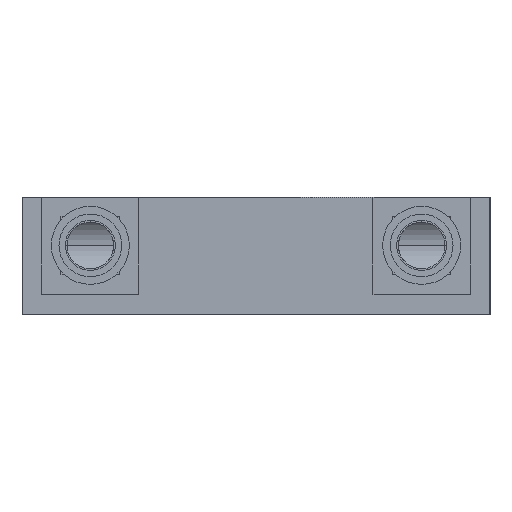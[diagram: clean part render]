
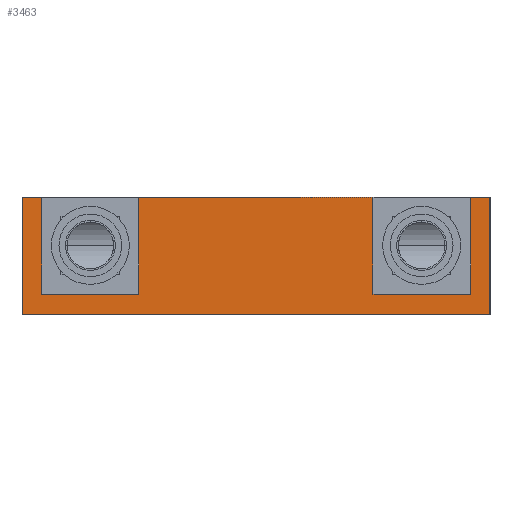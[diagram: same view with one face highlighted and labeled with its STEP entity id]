
A CAD part, left-side view. The second image highlights one B-rep face of the part: STEP entity #3463.
In plain terms, the highlighted planar face has unit normal (-1, 0, 0).
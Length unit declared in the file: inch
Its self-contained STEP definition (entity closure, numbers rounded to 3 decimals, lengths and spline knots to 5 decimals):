
#34 = CARTESIAN_POINT ( 'NONE',  ( -8.125, -1.5, 0.75 ) ) ;
#61 = EDGE_CURVE ( 'NONE', #7761, #7786, #954, .T. ) ;
#72 = CARTESIAN_POINT ( 'NONE',  ( -8.125, 0.75, 0.13 ) ) ;
#219 = ORIENTED_EDGE ( 'NONE', *, *, #8219, .F. ) ;
#252 = VECTOR ( 'NONE', #6852, 39.37008 ) ;
#357 = EDGE_CURVE ( 'NONE', #1202, #3585, #2202, .T. ) ;
#407 = VECTOR ( 'NONE', #3719, 39.37008 ) ;
#430 = VERTEX_POINT ( 'NONE', #6344 ) ;
#467 = DIRECTION ( 'NONE',  ( 0., -1., 0. ) ) ;
#484 = EDGE_CURVE ( 'NONE', #7761, #6056, #4040, .T. ) ;
#543 = ORIENTED_EDGE ( 'NONE', *, *, #7515, .F. ) ;
#709 = VECTOR ( 'NONE', #4790, 39.37008 ) ;
#922 = CARTESIAN_POINT ( 'NONE',  ( -8.125, -1.375, 0.13 ) ) ;
#954 = LINE ( 'NONE', #7372, #3510 ) ;
#1039 = CARTESIAN_POINT ( 'NONE',  ( -8.125, -1.5, 0.75 ) ) ;
#1169 = EDGE_LOOP ( 'NONE', ( #543, #6159, #2259, #1871, #7730, #219, #8351, #6326, #7132, #7431, #5812, #6081 ) ) ;
#1202 = VERTEX_POINT ( 'NONE', #3277 ) ;
#1366 = CARTESIAN_POINT ( 'NONE',  ( -8.125, -1.375, 0.13 ) ) ;
#1431 = LINE ( 'NONE', #1039, #407 ) ;
#1553 = LINE ( 'NONE', #4204, #6953 ) ;
#1632 = LINE ( 'NONE', #2263, #3898 ) ;
#1662 = CARTESIAN_POINT ( 'NONE',  ( -8.125, 0.75, 0.75 ) ) ;
#1804 = LINE ( 'NONE', #7336, #3441 ) ;
#1871 = ORIENTED_EDGE ( 'NONE', *, *, #61, .T. ) ;
#2024 = LINE ( 'NONE', #7576, #6801 ) ;
#2033 = DIRECTION ( 'NONE',  ( 0., 0., -1. ) ) ;
#2188 = EDGE_CURVE ( 'NONE', #430, #7321, #2024, .T. ) ;
#2197 = CARTESIAN_POINT ( 'NONE',  ( -8.125, -1.375, 0.75 ) ) ;
#2202 = LINE ( 'NONE', #3598, #252 ) ;
#2259 = ORIENTED_EDGE ( 'NONE', *, *, #484, .F. ) ;
#2263 = CARTESIAN_POINT ( 'NONE',  ( -8.125, -1.5, 0.75 ) ) ;
#2281 = DIRECTION ( 'NONE',  ( 0., 0., 1. ) ) ;
#2291 = CARTESIAN_POINT ( 'NONE',  ( -8.125, 1.375, 0.75 ) ) ;
#2313 = VERTEX_POINT ( 'NONE', #72 ) ;
#2403 = CARTESIAN_POINT ( 'NONE',  ( -8.125, -1.5, 0.75 ) ) ;
#2404 = VECTOR ( 'NONE', #4417, 39.37008 ) ;
#2721 = LINE ( 'NONE', #5859, #2803 ) ;
#2803 = VECTOR ( 'NONE', #3943, 39.37008 ) ;
#2854 = EDGE_CURVE ( 'NONE', #7786, #4045, #4380, .T. ) ;
#2989 = DIRECTION ( 'NONE',  ( 0., 0., -1. ) ) ;
#3188 = VECTOR ( 'NONE', #5570, 39.37008 ) ;
#3211 = VERTEX_POINT ( 'NONE', #34 ) ;
#3277 = CARTESIAN_POINT ( 'NONE',  ( -8.125, 0.75, 0.75 ) ) ;
#3383 = CARTESIAN_POINT ( 'NONE',  ( -8.125, -1.5, 0.75 ) ) ;
#3430 = DIRECTION ( 'NONE',  ( 0., 0., -1. ) ) ;
#3441 = VECTOR ( 'NONE', #2281, 39.37008 ) ;
#3463 = ADVANCED_FACE ( 'NONE', ( #5515 ), #6615, .F. ) ;
#3483 = LINE ( 'NONE', #1662, #3188 ) ;
#3510 = VECTOR ( 'NONE', #3430, 39.37008 ) ;
#3585 = VERTEX_POINT ( 'NONE', #7044 ) ;
#3598 = CARTESIAN_POINT ( 'NONE',  ( -8.125, 0.75, 0.75 ) ) ;
#3719 = DIRECTION ( 'NONE',  ( 0., -1., 0. ) ) ;
#3898 = VECTOR ( 'NONE', #7429, 39.37008 ) ;
#3943 = DIRECTION ( 'NONE',  ( 0., 0., 1. ) ) ;
#4040 = LINE ( 'NONE', #2403, #2404 ) ;
#4041 = DIRECTION ( 'NONE',  ( 1., 0., 0. ) ) ;
#4045 = VERTEX_POINT ( 'NONE', #5184 ) ;
#4204 = CARTESIAN_POINT ( 'NONE',  ( -8.125, -0.75, 0.75 ) ) ;
#4227 = DIRECTION ( 'NONE',  ( 0., -1., 0. ) ) ;
#4317 = EDGE_CURVE ( 'NONE', #3585, #430, #1553, .T. ) ;
#4380 = LINE ( 'NONE', #7304, #709 ) ;
#4417 = DIRECTION ( 'NONE',  ( 0., -1., 0. ) ) ;
#4603 = LINE ( 'NONE', #922, #7651 ) ;
#4713 = VERTEX_POINT ( 'NONE', #7456 ) ;
#4790 = DIRECTION ( 'NONE',  ( 0., -1., 0. ) ) ;
#5184 = CARTESIAN_POINT ( 'NONE',  ( -8.125, -1.5, 0. ) ) ;
#5345 = EDGE_CURVE ( 'NONE', #7321, #5370, #1804, .T. ) ;
#5370 = VERTEX_POINT ( 'NONE', #2197 ) ;
#5515 = FACE_OUTER_BOUND ( 'NONE', #1169, .T. ) ;
#5570 = DIRECTION ( 'NONE',  ( 0., 0., -1. ) ) ;
#5669 = CARTESIAN_POINT ( 'NONE',  ( -8.125, 1.5, 0. ) ) ;
#5812 = ORIENTED_EDGE ( 'NONE', *, *, #357, .F. ) ;
#5859 = CARTESIAN_POINT ( 'NONE',  ( -8.125, 1.375, 0.13 ) ) ;
#6056 = VERTEX_POINT ( 'NONE', #2291 ) ;
#6081 = ORIENTED_EDGE ( 'NONE', *, *, #7802, .T. ) ;
#6159 = ORIENTED_EDGE ( 'NONE', *, *, #7366, .T. ) ;
#6326 = ORIENTED_EDGE ( 'NONE', *, *, #5345, .F. ) ;
#6344 = CARTESIAN_POINT ( 'NONE',  ( -8.125, -0.75, 0.13 ) ) ;
#6615 = PLANE ( 'NONE',  #6709 ) ;
#6709 = AXIS2_PLACEMENT_3D ( 'NONE', #3383, #4041, #2033 ) ;
#6801 = VECTOR ( 'NONE', #467, 39.37008 ) ;
#6852 = DIRECTION ( 'NONE',  ( 0., -1., 0. ) ) ;
#6953 = VECTOR ( 'NONE', #2989, 39.37008 ) ;
#7044 = CARTESIAN_POINT ( 'NONE',  ( -8.125, -0.75, 0.75 ) ) ;
#7132 = ORIENTED_EDGE ( 'NONE', *, *, #2188, .F. ) ;
#7304 = CARTESIAN_POINT ( 'NONE',  ( -8.125, -1.5, 0. ) ) ;
#7321 = VERTEX_POINT ( 'NONE', #1366 ) ;
#7336 = CARTESIAN_POINT ( 'NONE',  ( -8.125, -1.375, 0.13 ) ) ;
#7366 = EDGE_CURVE ( 'NONE', #4713, #6056, #2721, .T. ) ;
#7372 = CARTESIAN_POINT ( 'NONE',  ( -8.125, 1.5, 0.75 ) ) ;
#7429 = DIRECTION ( 'NONE',  ( 0., 0., -1. ) ) ;
#7431 = ORIENTED_EDGE ( 'NONE', *, *, #4317, .F. ) ;
#7456 = CARTESIAN_POINT ( 'NONE',  ( -8.125, 1.375, 0.13 ) ) ;
#7515 = EDGE_CURVE ( 'NONE', #4713, #2313, #4603, .T. ) ;
#7576 = CARTESIAN_POINT ( 'NONE',  ( -8.125, -1.375, 0.13 ) ) ;
#7651 = VECTOR ( 'NONE', #4227, 39.37008 ) ;
#7730 = ORIENTED_EDGE ( 'NONE', *, *, #2854, .T. ) ;
#7761 = VERTEX_POINT ( 'NONE', #8289 ) ;
#7786 = VERTEX_POINT ( 'NONE', #5669 ) ;
#7802 = EDGE_CURVE ( 'NONE', #1202, #2313, #3483, .T. ) ;
#8219 = EDGE_CURVE ( 'NONE', #3211, #4045, #1632, .T. ) ;
#8289 = CARTESIAN_POINT ( 'NONE',  ( -8.125, 1.5, 0.75 ) ) ;
#8351 = ORIENTED_EDGE ( 'NONE', *, *, #8383, .F. ) ;
#8383 = EDGE_CURVE ( 'NONE', #5370, #3211, #1431, .T. ) ;
